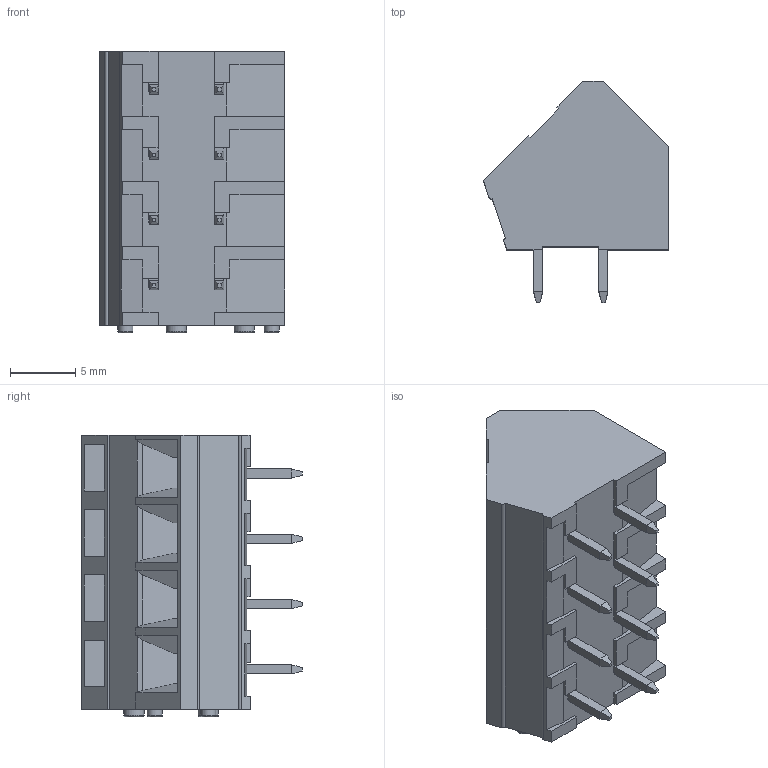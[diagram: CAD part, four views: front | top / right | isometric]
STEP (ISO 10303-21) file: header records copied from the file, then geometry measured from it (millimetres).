
FILE_DESCRIPTION(/* description */ (''),/* implementation_level */ '2;1');
FILE_NAME(/* name */ '10693.1_PZK3000_4_50.stp',/* time_stamp */ '2016-01-27T09:58:41+01:00',/* author */ ('hwolters'),/* organization */ (''),/* preprocessor_version */ 'ST-DEVELOPER v16.1',/* originating_system */ 'Autodesk Inventor 2016',/* authorisation */ '');
FILE_SCHEMA (('AUTOMOTIVE_DESIGN { 1 0 10303 214 3 1 1 }'));
Length unit declared in the file: millimetre
Products named in the file (1): 10693.1_PZK3000_4_50
Bounding box: 14.2 x 16.9 x 21.6 mm (x, y, z)
Volume: 2477.1 mm3; surface area: 1717.9 mm2
Topology: 1 solids, 1 shells, 272 faces, 734 edges, 468 vertices
Faces by surface type: plane 262, cylinder 6, torus 4
Full cylindrical faces by diameter (mm): 1.16 x2, 1.56 x2
Entity records: 8282 total; most frequent: CARTESIAN_POINT 1467, ORIENTED_EDGE 1452, DIRECTION 1288, EDGE_CURVE 726, LINE 710, VECTOR 710, VERTEX_POINT 468, EDGE_LOOP 292
